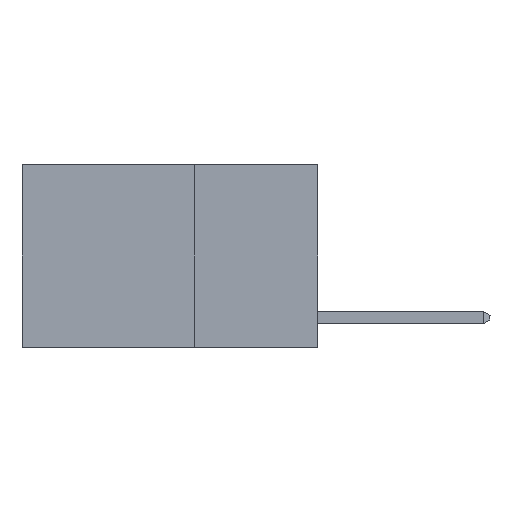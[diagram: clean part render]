
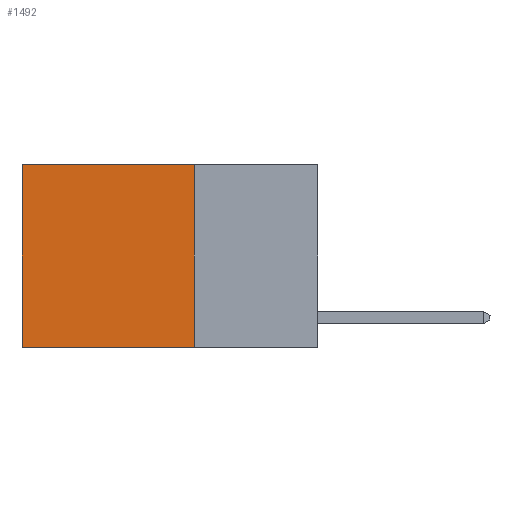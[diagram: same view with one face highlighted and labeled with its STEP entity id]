
A CAD part, left-side view. The second image highlights one B-rep face of the part: STEP entity #1492.
In plain terms, the highlighted planar face has unit normal (-1, 0, 0).
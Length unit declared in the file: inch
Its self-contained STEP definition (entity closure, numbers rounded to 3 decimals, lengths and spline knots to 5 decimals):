
#395 = EDGE_CURVE ( 'NONE', #2783, #9156, #12145, .T. ) ;
#737 = DIRECTION ( 'NONE',  ( 0., 0., -1. ) ) ;
#888 = CARTESIAN_POINT ( 'NONE',  ( 0.2625, 0.6, -0.37 ) ) ;
#950 = EDGE_CURVE ( 'NONE', #5642, #7457, #8814, .T. ) ;
#1009 = PLANE ( 'NONE',  #12183 ) ;
#1131 = CARTESIAN_POINT ( 'NONE',  ( 0.2625, 0.6, 0. ) ) ;
#1492 = ADVANCED_FACE ( 'NONE', ( #11232 ), #1009, .F. ) ;
#2768 = CARTESIAN_POINT ( 'NONE',  ( 0.2625, 0.25, -0.37 ) ) ;
#2783 = VERTEX_POINT ( 'NONE', #2768 ) ;
#2821 = DIRECTION ( 'NONE',  ( 0., 0., -1. ) ) ;
#3651 = CARTESIAN_POINT ( 'NONE',  ( 0.2625, 0.25, 0. ) ) ;
#3988 = VECTOR ( 'NONE', #737, 39.37008 ) ;
#4061 = EDGE_LOOP ( 'NONE', ( #11126, #6581, #6175, #6660 ) ) ;
#4193 = EDGE_CURVE ( 'NONE', #5642, #2783, #11366, .T. ) ;
#4295 = CARTESIAN_POINT ( 'NONE',  ( 0.2625, 0.25, -0.37 ) ) ;
#5228 = DIRECTION ( 'NONE',  ( 0., 1., 0. ) ) ;
#5642 = VERTEX_POINT ( 'NONE', #3651 ) ;
#5796 = VECTOR ( 'NONE', #10580, 39.37008 ) ;
#6175 = ORIENTED_EDGE ( 'NONE', *, *, #4193, .F. ) ;
#6581 = ORIENTED_EDGE ( 'NONE', *, *, #395, .F. ) ;
#6660 = ORIENTED_EDGE ( 'NONE', *, *, #950, .T. ) ;
#6679 = CARTESIAN_POINT ( 'NONE',  ( 0.2625, 0.25, 0. ) ) ;
#7457 = VERTEX_POINT ( 'NONE', #1131 ) ;
#8330 = VECTOR ( 'NONE', #5228, 39.37008 ) ;
#8370 = EDGE_CURVE ( 'NONE', #7457, #9156, #11743, .T. ) ;
#8373 = DIRECTION ( 'NONE',  ( 0., 0., -1. ) ) ;
#8503 = CARTESIAN_POINT ( 'NONE',  ( 0.2625, 0.25, 0. ) ) ;
#8590 = DIRECTION ( 'NONE',  ( 1., 0., 0. ) ) ;
#8814 = LINE ( 'NONE', #6679, #5796 ) ;
#9156 = VERTEX_POINT ( 'NONE', #888 ) ;
#9169 = VECTOR ( 'NONE', #8373, 39.37008 ) ;
#9258 = CARTESIAN_POINT ( 'NONE',  ( 0.2625, 0.6, 0. ) ) ;
#10001 = CARTESIAN_POINT ( 'NONE',  ( 0.2625, 0.25, 0. ) ) ;
#10580 = DIRECTION ( 'NONE',  ( 0., 1., 0. ) ) ;
#11126 = ORIENTED_EDGE ( 'NONE', *, *, #8370, .T. ) ;
#11232 = FACE_OUTER_BOUND ( 'NONE', #4061, .T. ) ;
#11366 = LINE ( 'NONE', #8503, #3988 ) ;
#11743 = LINE ( 'NONE', #9258, #9169 ) ;
#12145 = LINE ( 'NONE', #4295, #8330 ) ;
#12183 = AXIS2_PLACEMENT_3D ( 'NONE', #10001, #8590, #2821 ) ;
